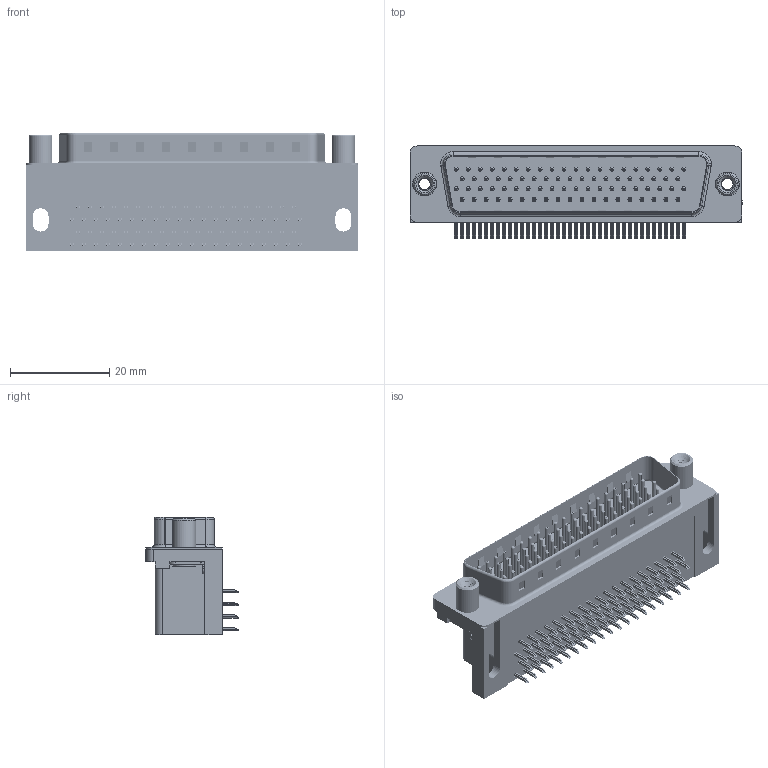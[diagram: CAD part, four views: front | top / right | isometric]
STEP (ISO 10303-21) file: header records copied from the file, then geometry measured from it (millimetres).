
FILE_DESCRIPTION (( 'STEP AP203' ), '1' );
FILE_NAME ('633-078-663-500.STEP', '2018-09-08T15:40:44', ( '' ), ( '' ), 'SwSTEP 2.0', 'SolidWorks 2016', '' );
FILE_SCHEMA (( 'CONFIG_CONTROL_DESIGN' ));
Length unit declared in the file: millimetre
Products named in the file (9): 633 Non Board Mount_78 Contact; 633 Round Threaded Standoff; 633-078-663-500; 633 Housing_78 Contact; 633 Shell_78 Contact; 633 Contact Bottom_78 Contact; 633 Contact Middle_78 Contact; 633 Contact Top_78 Contact; 633 Contact Top 78
Assembly tree (84 placements, depth 2):
  633-078-663-500
    633 Housing_78 Contact
    633 Shell_78 Contact
    633 Contact Bottom_78 Contact  x19
    633 Contact Middle_78 Contact  x20
    633 Contact Top_78 Contact  x19
    633 Contact Top 78  x20
    633 Non Board Mount_78 Contact  x2
    633 Round Threaded Standoff  x2
Bounding box: 67 x 18.58 x 23.8 mm (x, y, z)
Volume: 14655.2 mm3; surface area: 16323.9 mm2
Topology: 84 solids, 84 shells, 6264 faces, 15396 edges, 9461 vertices
Faces by surface type: plane 3971, cylinder 1782, torus 483, bspline 16, cone 12
Entity records: 41341 total; most frequent: CARTESIAN_POINT 8286, DIRECTION 6338, ORIENTED_EDGE 6024, EDGE_CURVE 3012, VECTOR 2188, LINE 2188, AXIS2_PLACEMENT_3D 2075, VERTEX_POINT 1947
